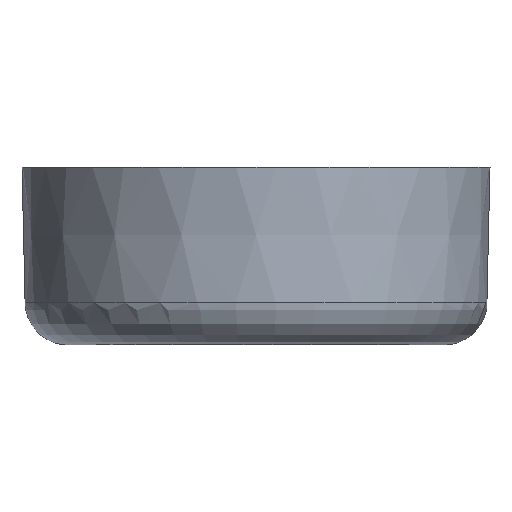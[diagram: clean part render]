
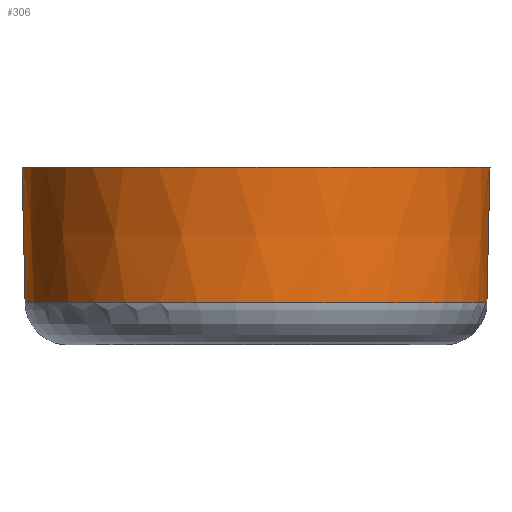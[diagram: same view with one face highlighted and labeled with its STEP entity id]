
A CAD part, front view. The second image highlights one B-rep face of the part: STEP entity #306.
In plain terms, the highlighted conical face has half-angle 1.3 degrees and reference radius 69 mm.
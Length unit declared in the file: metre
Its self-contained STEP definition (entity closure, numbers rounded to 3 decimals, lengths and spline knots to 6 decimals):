
#306 = ADVANCED_FACE( '', ( #612 ), #613, .T. );
#612 = FACE_OUTER_BOUND( '', #916, .T. );
#613 = CONICAL_SURFACE( '', #917, 0.069, 0.023 );
#916 = EDGE_LOOP( '', ( #1929, #1930, #1931, #1932 ) );
#917 = AXIS2_PLACEMENT_3D( '', #1933, #1934, #1935 );
#1929 = ORIENTED_EDGE( '', *, *, #2833, .T. );
#1930 = ORIENTED_EDGE( '', *, *, #2657, .F. );
#1931 = ORIENTED_EDGE( '', *, *, #2572, .F. );
#1932 = ORIENTED_EDGE( '', *, *, #2667, .F. );
#1933 = CARTESIAN_POINT( '', ( 0.15113, 0.350614, -0.100965 ) );
#1934 = DIRECTION( '', ( 0., 0., 1. ) );
#1935 = DIRECTION( '', ( 1., 0., 0. ) );
#2572 = EDGE_CURVE( '', #8954, #8952, #8956, .T. );
#2657 = EDGE_CURVE( '', #8952, #9105, #9106, .T. );
#2667 = EDGE_CURVE( '', #9119, #8954, #9121, .T. );
#2833 = EDGE_CURVE( '', #9119, #9105, #9412, .T. );
#8952 = VERTEX_POINT( '', #12101 );
#8954 = VERTEX_POINT( '', #12103 );
#8956 = CIRCLE( '', #12105, 0.068093 );
#9105 = VERTEX_POINT( '', #12627 );
#9106 = LINE( '', #12628, #12629 );
#9119 = VERTEX_POINT( '', #12666 );
#9121 = LINE( '', #12669, #12670 );
#9412 = CIRCLE( '', #13928, 0.069 );
#12101 = CARTESIAN_POINT( '', ( 0.08316, 0.3547, -0.140941 ) );
#12103 = CARTESIAN_POINT( '', ( 0.2191, 0.3547, -0.140941 ) );
#12105 = AXIS2_PLACEMENT_3D( '', #14677, #14678, #14679 );
#12627 = CARTESIAN_POINT( '', ( 0.082254, 0.354754, -0.100965 ) );
#12628 = CARTESIAN_POINT( '', ( 0.082254, 0.354754, -0.100965 ) );
#12629 = VECTOR( '', #14756, 1. );
#12666 = CARTESIAN_POINT( '', ( 0.220006, 0.354754, -0.100965 ) );
#12669 = CARTESIAN_POINT( '', ( 0.220006, 0.354754, -0.100965 ) );
#12670 = VECTOR( '', #14766, 1. );
#13928 = AXIS2_PLACEMENT_3D( '', #14927, #14928, #14929 );
#14677 = CARTESIAN_POINT( '', ( 0.15113, 0.350614, -0.140941 ) );
#14678 = DIRECTION( '', ( 0., 0., -1. ) );
#14679 = DIRECTION( '', ( -1., 0., 0. ) );
#14756 = DIRECTION( '', ( -0.023, 0.001, 1. ) );
#14766 = DIRECTION( '', ( -0.023, -0.001, -1. ) );
#14927 = CARTESIAN_POINT( '', ( 0.15113, 0.350614, -0.100965 ) );
#14928 = DIRECTION( '', ( 0., 0., -1. ) );
#14929 = DIRECTION( '', ( 1., 0., 0. ) );
